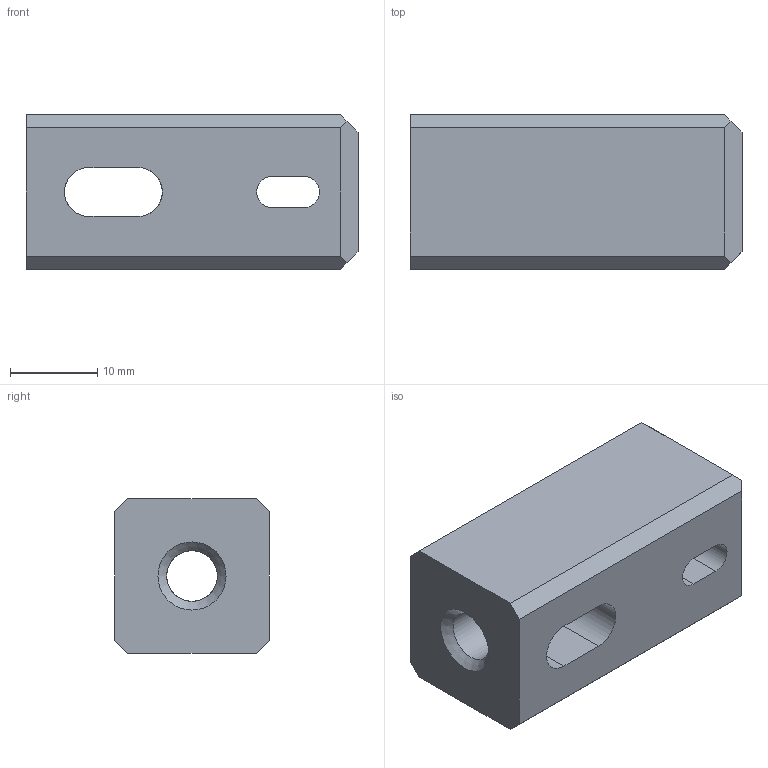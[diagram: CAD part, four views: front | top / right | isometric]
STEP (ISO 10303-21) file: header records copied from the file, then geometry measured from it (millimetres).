
FILE_DESCRIPTION(/* description */ (''),/* implementation_level */ '2;1');
FILE_NAME(/* name */ 'XYHD_CFx_CFTube Insert v1.step',/* time_stamp */ '2022-03-04T19:53:54-05:00',/* author */ (''),/* organization */ (''),/* preprocessor_version */ 'ST-DEVELOPER v18.1',/* originating_system */ 'Autodesk Translation Framework v10.13.0.1454',/* authorisation */ '');
FILE_SCHEMA (('AUTOMOTIVE_DESIGN { 1 0 10303 214 3 1 1 }'));
Length unit declared in the file: millimetre
Products named in the file (1): XYHD_CFx_Installation_CFTube Insert
Bounding box: 38 x 17.7 x 17.7 mm (x, y, z)
Volume: 9547.5 mm3; surface area: 4013.6 mm2
Topology: 1 solids, 1 shells, 33 faces, 97 edges, 64 vertices
Faces by surface type: plane 22, cylinder 9, cone 2
Full cylindrical faces by diameter (mm): 5.8 x1
Entity records: 1304 total; most frequent: CARTESIAN_POINT 383, ORIENTED_EDGE 194, DIRECTION 165, EDGE_CURVE 97, LINE 73, VECTOR 73, VERTEX_POINT 64, AXIS2_PLACEMENT_3D 46
